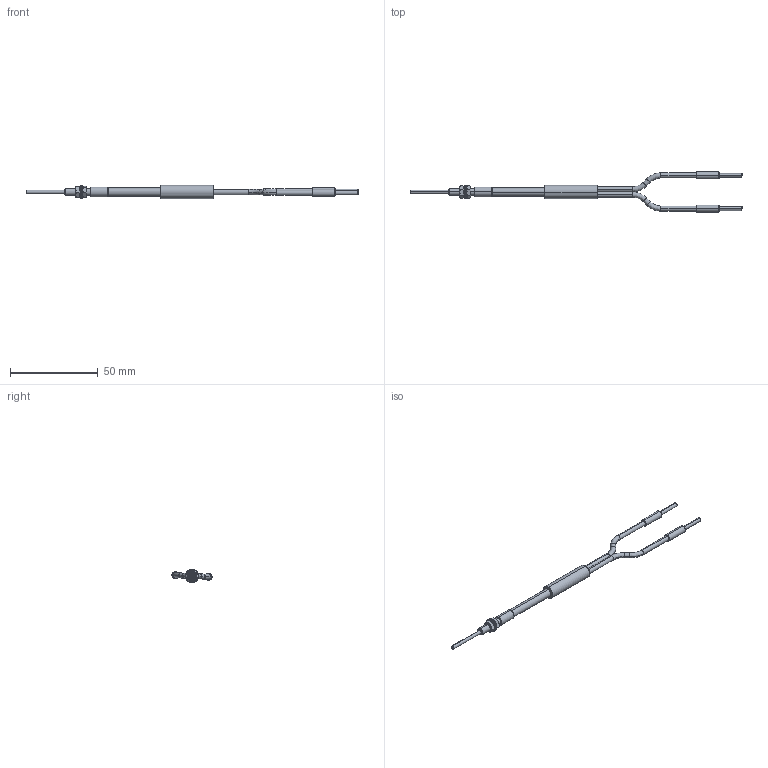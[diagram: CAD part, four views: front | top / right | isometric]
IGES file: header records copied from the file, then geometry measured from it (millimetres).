
Start section: SolidWorks IGES file using analytic representation for surfaces
Global section: file name: GPF-D030-KT250-3.0.IGS; native system: SolidWorks 2018; preprocessor: SolidWorks 2018; author: LTW; date: 171118.074156; units: millimetre
Bounding box: 189.6 x 22.94 x 7.49 mm (x, y, z)
Surface area: 3744.7 mm2 (no closed solid volume)
Topology: 0 solids, 0 shells, 110 faces, 1848 edges, 1848 vertices
Faces by surface type: revolution 66, bspline 44
